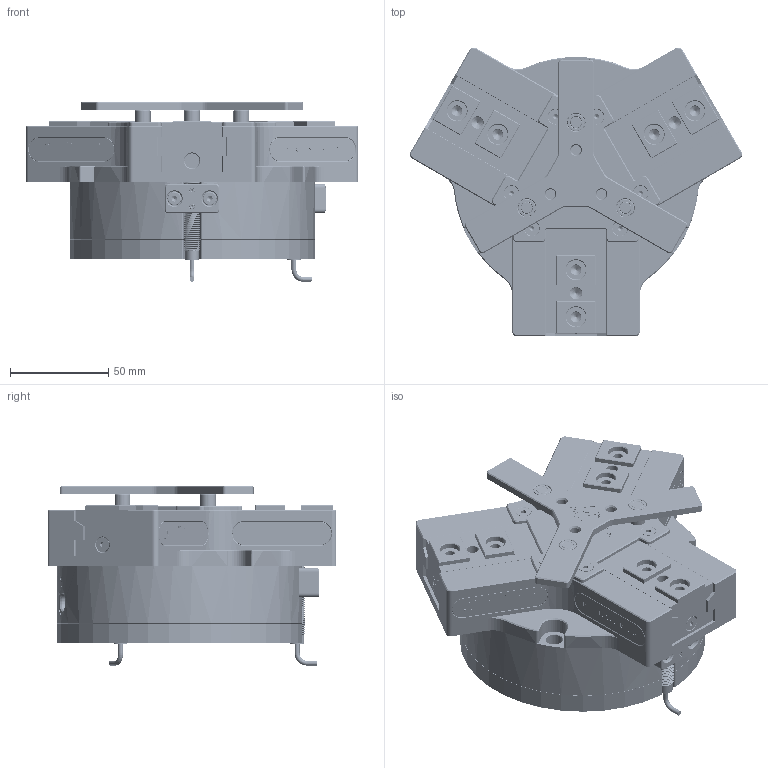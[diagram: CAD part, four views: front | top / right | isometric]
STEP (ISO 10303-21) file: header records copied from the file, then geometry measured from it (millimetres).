
FILE_DESCRIPTION (( 'STEP AP203' ), '1' );
FILE_NAME ('导轨款三爪D95总成.STEP', '2020-02-25T06:36:44', ( 'User' ), ( 'Microsoft' ), 'SwSTEP 2.0', 'SolidWorks 2015', '' );
FILE_SCHEMA (( 'CONFIG_CONTROL_DESIGN' ));
Length unit declared in the file: millimetre
Products named in the file (24): D95覃誹蹟隊; hex socket set screws with flat point gb_GB_FASTENER_SCREWS_HSFP M5X6-N; M8接近开关安装支架-D73; 导轨款三爪D95封盖; 6X10; 导轨款三爪D95前盖; hex socket set screws with flat point gb_GB_FASTENER_SCREWS_HSFP M3X6-N; 导轨三爪D95防尘罩; hexagon socket countersunk head screws gb_GB_FASTENER_SCREWS_HSCHS M4X8-N; 导轨款三爪D95总成; hexagon socket head cap screws gb_GB_FASTENER_SCREWS_HSHCS M4X10-N; 芢蹋裝-D95; hexagon socket head cap screws gb_GB_FASTENER_SCREWS_HSHCS M4X12-N; 导轨款三爪D95推料板; 导轨款三爪D95壳体; hex socket set screws with flat point gb_GB_FASTENER_SCREWS_HSFP M4X10-N; 迠蹋啣蹟隊; 导轨款三爪D95滑块; 諉輪羲壽M8; 导轨款三爪D95后盖2; D95絳寢謂擒15; 直径4三爪感应头; hexagon socket button head screws gb_GB_SOCKET_TYPE7 M6X16-N; D95絳寢謂擒15噩砉
Assembly tree (101 placements, depth 2):
  导轨款三爪D95总成
    导轨款三爪D95壳体
    导轨款三爪D95滑块  x3
    D95絳寢謂擒15  x3
    D95絳寢謂擒15噩砉  x3
    M8接近开关安装支架-D73  x2
    导轨款三爪D95前盖
    hexagon socket countersunk head screws gb_GB_FASTENER_SCREWS_HSCHS M4X8-N  x6
    芢蹋裝-D95  x3
    导轨款三爪D95推料板
    迠蹋啣蹟隊  x3
    导轨款三爪D95后盖2
    hexagon socket button head screws gb_GB_SOCKET_TYPE7 M6X16-N  x4
    hex socket set screws with flat point gb_GB_FASTENER_SCREWS_HSFP M5X6-N  x2
    6X10  x2
    导轨三爪D95防尘罩  x3
    hexagon socket head cap screws gb_GB_FASTENER_SCREWS_HSHCS M4X10-N  x4
    hexagon socket head cap screws gb_GB_FASTENER_SCREWS_HSHCS M4X12-N  x24
    hex socket set screws with flat point gb_GB_FASTENER_SCREWS_HSFP M4X10-N  x18
    諉輪羲壽M8  x2
    直径4三爪感应头  x2
    D95覃誹蹟隊  x3
    导轨款三爪D95封盖  x6
    hex socket set screws with flat point gb_GB_FASTENER_SCREWS_HSFP M3X6-N  x4
Bounding box: 169.23 x 147.23 x 91.35 mm (x, y, z)
Volume: 845001.1 mm3; surface area: 227101.9 mm2
Topology: 101 solids, 102 shells, 7339 faces, 18553 edges, 11783 vertices
Faces by surface type: plane 4036, cylinder 1161, bspline 1085, cone 917, torus 132, sphere 8
Entity records: 108424 total; most frequent: CARTESIAN_POINT 42073, ORIENTED_EDGE 13128, DIRECTION 12132, EDGE_CURVE 6564, VERTEX_POINT 4176, AXIS2_PLACEMENT_3D 4081, VECTOR 3970, LINE 3970
